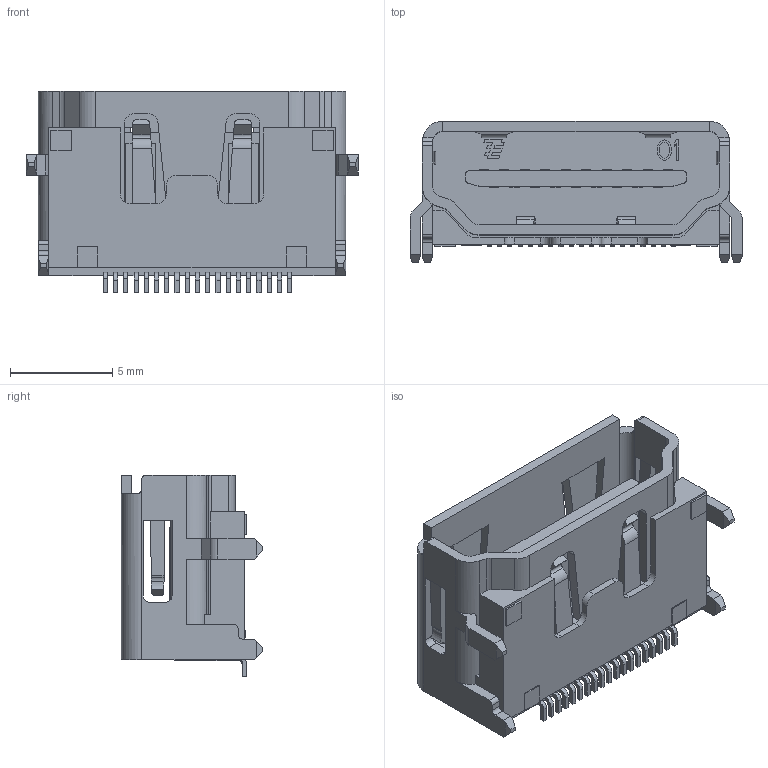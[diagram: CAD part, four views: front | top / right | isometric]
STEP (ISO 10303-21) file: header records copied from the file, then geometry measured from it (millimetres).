
FILE_DESCRIPTION(('STEP AP242'),'1');
FILE_NAME('5-1903015-5.stp','2020-11-27T12:55:19',('TraceParts'),('TraceParts S.A.'),'Spatial InterOp 3D',' ',' ');
FILE_SCHEMA(('AP242_MANAGED_MODEL_BASED_3D_ENGINEERING_MIM_LF {1 0 10303 442 1 1 4}'));
Length unit declared in the file: millimetre
Products named in the file (1): 5-1903015-5
Bounding box: 16.2 x 6.9 x 9.85 mm (x, y, z)
Volume: 380.7 mm3; surface area: 1064.4 mm2
Topology: 1 solids, 1 shells, 607 faces, 1768 edges, 1168 vertices
Faces by surface type: plane 454, cylinder 153
Entity records: 20111 total; most frequent: CARTESIAN_POINT 3940, ORIENTED_EDGE 3536, DIRECTION 3150, EDGE_CURVE 1768, LINE 1450, VECTOR 1450, VERTEX_POINT 1168, AXIS2_PLACEMENT_3D 850
